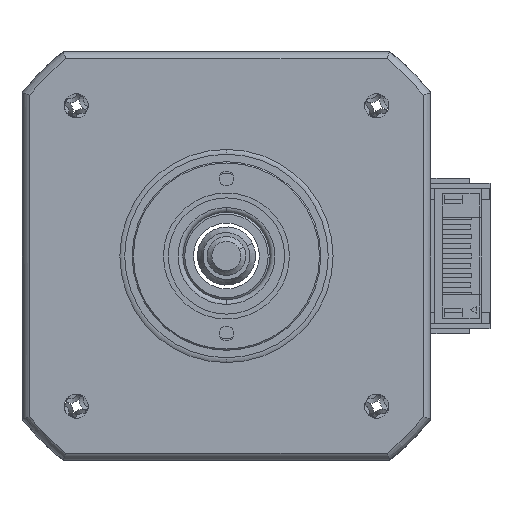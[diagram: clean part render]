
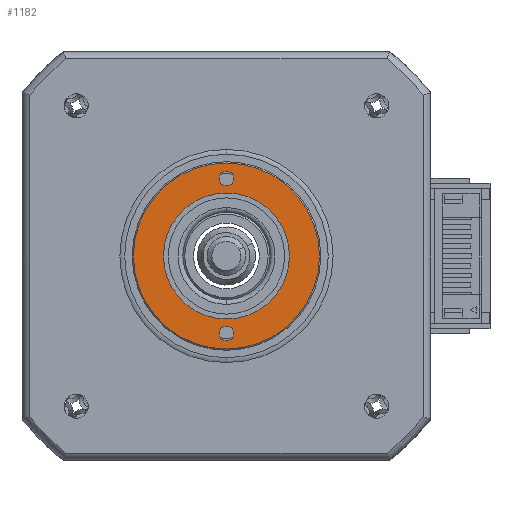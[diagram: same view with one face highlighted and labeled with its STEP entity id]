
A CAD part, left-side view. The second image highlights one B-rep face of the part: STEP entity #1182.
In plain terms, the highlighted planar face has unit normal (-1, 0, 0).
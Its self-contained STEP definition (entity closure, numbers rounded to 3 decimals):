
#19 = DIRECTION ( 'NONE',  ( 0., 1., 0. ) ) ;
#45 = DIRECTION ( 'NONE',  ( 1., 0., 0. ) ) ;
#67 = FACE_BOUND ( 'NONE', #9094, .T. ) ;
#108 = CARTESIAN_POINT ( 'NONE',  ( -26.423, 4.472, 40.3 ) ) ;
#197 = CARTESIAN_POINT ( 'NONE',  ( -26.423, 4.472, 48.3 ) ) ;
#393 = EDGE_LOOP ( 'NONE', ( #9545, #12570 ) ) ;
#537 = ORIENTED_EDGE ( 'NONE', *, *, #8559, .T. ) ;
#741 = CARTESIAN_POINT ( 'NONE',  ( -26.423, 5.222, 56.3 ) ) ;
#858 = CIRCLE ( 'NONE', #10371, 9.6 ) ;
#964 = ORIENTED_EDGE ( 'NONE', *, *, #6641, .T. ) ;
#1175 = DIRECTION ( 'NONE',  ( 0., 1., 0. ) ) ;
#1182 = ADVANCED_FACE ( 'NONE', ( #2887, #67, #2570, #10100 ), #11343, .F. ) ;
#1572 = CARTESIAN_POINT ( 'NONE',  ( -26.423, -5.128, 48.3 ) ) ;
#1826 = DIRECTION ( 'NONE',  ( 1., 0., 0. ) ) ;
#2143 = AXIS2_PLACEMENT_3D ( 'NONE', #197, #6917, #1175 ) ;
#2203 = DIRECTION ( 'NONE',  ( 1., 0., 0. ) ) ;
#2441 = EDGE_LOOP ( 'NONE', ( #537, #11300 ) ) ;
#2562 = CARTESIAN_POINT ( 'NONE',  ( -26.423, 10.972, 48.3 ) ) ;
#2570 = FACE_BOUND ( 'NONE', #2441, .T. ) ;
#2591 = AXIS2_PLACEMENT_3D ( 'NONE', #9289, #3384, #10304 ) ;
#2651 = CIRCLE ( 'NONE', #10731, 0.75 ) ;
#2887 = FACE_OUTER_BOUND ( 'NONE', #393, .T. ) ;
#3058 = AXIS2_PLACEMENT_3D ( 'NONE', #5896, #8898, #7443 ) ;
#3078 = CARTESIAN_POINT ( 'NONE',  ( -26.423, 4.472, 56.3 ) ) ;
#3384 = DIRECTION ( 'NONE',  ( 1., 0., 0. ) ) ;
#3992 = DIRECTION ( 'NONE',  ( 0., 1., 0. ) ) ;
#4023 = CARTESIAN_POINT ( 'NONE',  ( -26.423, 3.722, 40.3 ) ) ;
#4121 = VERTEX_POINT ( 'NONE', #2562 ) ;
#4215 = EDGE_CURVE ( 'NONE', #9140, #6143, #6624, .T. ) ;
#4298 = CARTESIAN_POINT ( 'NONE',  ( -26.423, 3.722, 56.3 ) ) ;
#4390 = CIRCLE ( 'NONE', #10447, 0.75 ) ;
#4560 = CIRCLE ( 'NONE', #6328, 6.5 ) ;
#4690 = CIRCLE ( 'NONE', #2591, 0.75 ) ;
#4708 = CARTESIAN_POINT ( 'NONE',  ( -26.423, 4.472, 48.3 ) ) ;
#4959 = CARTESIAN_POINT ( 'NONE',  ( -26.423, 14.072, 48.3 ) ) ;
#5173 = DIRECTION ( 'NONE',  ( -1., 0., 0. ) ) ;
#5730 = DIRECTION ( 'NONE',  ( 0., 1., 0. ) ) ;
#5896 = CARTESIAN_POINT ( 'NONE',  ( -26.423, 4.472, 48.3 ) ) ;
#5997 = AXIS2_PLACEMENT_3D ( 'NONE', #4708, #11763, #5730 ) ;
#6019 = ORIENTED_EDGE ( 'NONE', *, *, #8318, .T. ) ;
#6116 = VERTEX_POINT ( 'NONE', #6364 ) ;
#6143 = VERTEX_POINT ( 'NONE', #12448 ) ;
#6328 = AXIS2_PLACEMENT_3D ( 'NONE', #7612, #1826, #8620 ) ;
#6364 = CARTESIAN_POINT ( 'NONE',  ( -26.423, -2.028, 48.3 ) ) ;
#6624 = CIRCLE ( 'NONE', #9561, 0.75 ) ;
#6641 = EDGE_CURVE ( 'NONE', #6116, #4121, #8271, .T. ) ;
#6742 = EDGE_CURVE ( 'NONE', #10015, #7924, #7971, .T. ) ;
#6917 = DIRECTION ( 'NONE',  ( -1., 0., 0. ) ) ;
#6927 = VERTEX_POINT ( 'NONE', #4298 ) ;
#7040 = EDGE_CURVE ( 'NONE', #7924, #10015, #858, .T. ) ;
#7143 = EDGE_CURVE ( 'NONE', #6143, #9140, #4690, .T. ) ;
#7443 = DIRECTION ( 'NONE',  ( 0., 1., 0. ) ) ;
#7612 = CARTESIAN_POINT ( 'NONE',  ( -26.423, 4.472, 48.3 ) ) ;
#7905 = EDGE_CURVE ( 'NONE', #6927, #12742, #2651, .T. ) ;
#7924 = VERTEX_POINT ( 'NONE', #4959 ) ;
#7971 = CIRCLE ( 'NONE', #2143, 9.6 ) ;
#8038 = CARTESIAN_POINT ( 'NONE',  ( -26.423, 4.472, 56.3 ) ) ;
#8110 = EDGE_LOOP ( 'NONE', ( #964, #6019 ) ) ;
#8271 = CIRCLE ( 'NONE', #5997, 6.5 ) ;
#8318 = EDGE_CURVE ( 'NONE', #4121, #6116, #4560, .T. ) ;
#8559 = EDGE_CURVE ( 'NONE', #12742, #6927, #4390, .T. ) ;
#8620 = DIRECTION ( 'NONE',  ( 0., 1., 0. ) ) ;
#8898 = DIRECTION ( 'NONE',  ( 1., 0., 0. ) ) ;
#9039 = DIRECTION ( 'NONE',  ( 0., 1., 0. ) ) ;
#9094 = EDGE_LOOP ( 'NONE', ( #10663, #11553 ) ) ;
#9140 = VERTEX_POINT ( 'NONE', #4023 ) ;
#9289 = CARTESIAN_POINT ( 'NONE',  ( -26.423, 4.472, 40.3 ) ) ;
#9545 = ORIENTED_EDGE ( 'NONE', *, *, #7040, .T. ) ;
#9561 = AXIS2_PLACEMENT_3D ( 'NONE', #108, #45, #19 ) ;
#9953 = DIRECTION ( 'NONE',  ( 1., 0., 0. ) ) ;
#10015 = VERTEX_POINT ( 'NONE', #1572 ) ;
#10100 = FACE_BOUND ( 'NONE', #8110, .T. ) ;
#10304 = DIRECTION ( 'NONE',  ( 0., 1., 0. ) ) ;
#10371 = AXIS2_PLACEMENT_3D ( 'NONE', #11174, #5173, #12189 ) ;
#10447 = AXIS2_PLACEMENT_3D ( 'NONE', #8038, #2203, #9039 ) ;
#10663 = ORIENTED_EDGE ( 'NONE', *, *, #7143, .T. ) ;
#10731 = AXIS2_PLACEMENT_3D ( 'NONE', #3078, #9953, #3992 ) ;
#11174 = CARTESIAN_POINT ( 'NONE',  ( -26.423, 4.472, 48.3 ) ) ;
#11300 = ORIENTED_EDGE ( 'NONE', *, *, #7905, .T. ) ;
#11343 = PLANE ( 'NONE',  #3058 ) ;
#11553 = ORIENTED_EDGE ( 'NONE', *, *, #4215, .T. ) ;
#11763 = DIRECTION ( 'NONE',  ( 1., 0., 0. ) ) ;
#12189 = DIRECTION ( 'NONE',  ( 0., 1., 0. ) ) ;
#12448 = CARTESIAN_POINT ( 'NONE',  ( -26.423, 5.222, 40.3 ) ) ;
#12570 = ORIENTED_EDGE ( 'NONE', *, *, #6742, .T. ) ;
#12742 = VERTEX_POINT ( 'NONE', #741 ) ;
